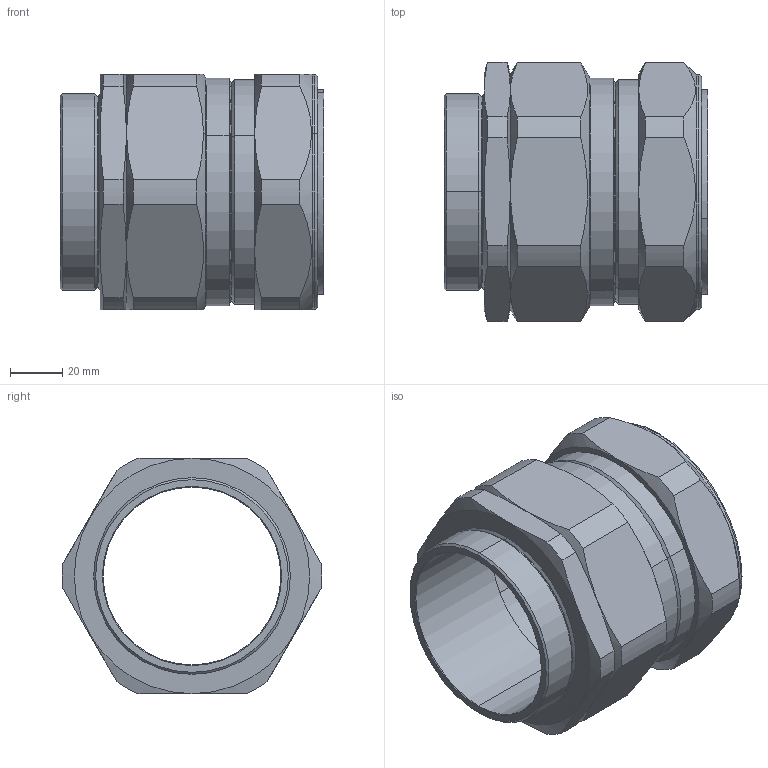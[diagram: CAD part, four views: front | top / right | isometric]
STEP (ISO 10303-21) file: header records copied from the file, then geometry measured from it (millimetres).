
FILE_DESCRIPTION (( 'STEP AP203' ), '1' );
FILE_NAME ('75SCXED1RA.STEP', '2021-03-11T16:19:20', ( '' ), ( '' ), 'SwSTEP 2.0', 'SolidWorks 2017', '' );
FILE_SCHEMA (( 'CONFIG_CONTROL_DESIGN' ));
Length unit declared in the file: millimetre
Products named in the file (1): 75SCXED1RA
Bounding box: 100.7 x 98.95 x 90 mm (x, y, z)
Volume: 236099.1 mm3; surface area: 59721.4 mm2
Topology: 1 solids, 20 shells, 282 faces, 673 edges, 438 vertices
Faces by surface type: plane 109, bspline 76, cylinder 57, cone 34, torus 6
Entity records: 11726 total; most frequent: CARTESIAN_POINT 5610, ORIENTED_EDGE 1346, DIRECTION 1041, EDGE_CURVE 673, VERTEX_POINT 438, AXIS2_PLACEMENT_3D 365, LINE 311, VECTOR 311
